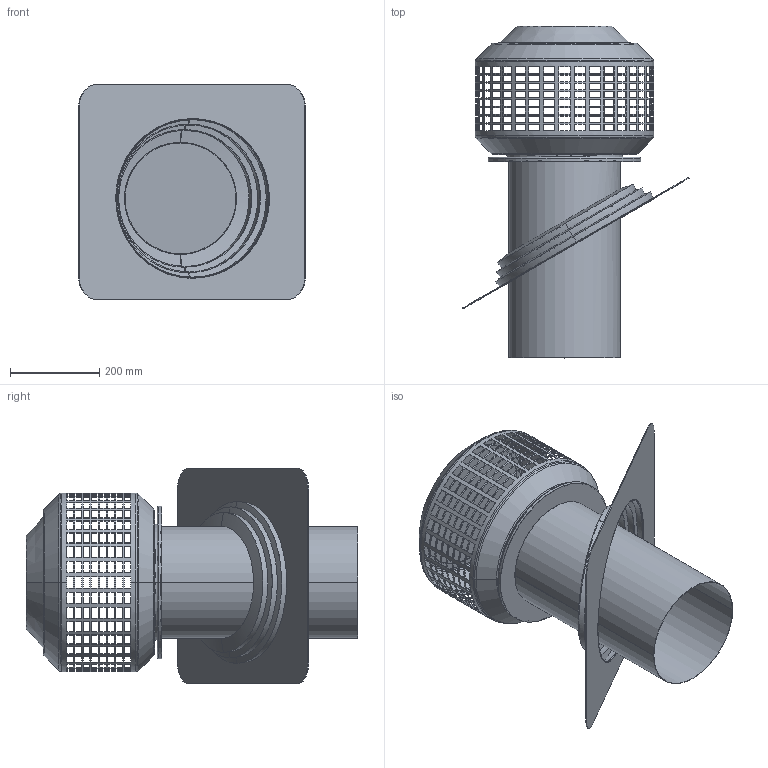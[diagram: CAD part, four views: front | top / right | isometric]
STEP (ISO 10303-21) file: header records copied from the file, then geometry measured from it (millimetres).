
FILE_DESCRIPTION((''),'2;1');
FILE_NAME('ISODRIVE-SE-3200','2021-02-12T',('seona'),(''),'CREO PARAMETRIC BY PTC INC, 2016260','CREO PARAMETRIC BY PTC INC, 2016260','');
FILE_SCHEMA(('CONFIG_CONTROL_DESIGN'));
Products named in the file (1): ISODRIVE-SE-3200
Bounding box: 507.71 x 743.7 x 484.09 mm (x, y, z)
Volume: 1760513 mm3; surface area: 2501988.6 mm2
Topology: 1 solids, 3 shells, 1250 faces, 3753 edges, 2486 vertices
Faces by surface type: plane 1173, bspline 33, cylinder 20, torus 12, cone 12
Entity records: 55765 total; most frequent: CARTESIAN_POINT 19746, ORIENTED_EDGE 7506, DIRECTION 7439, EDGE_CURVE 3753, AXIS2_PLACEMENT_3D 2513, VERTEX_POINT 2486, VECTOR 2413, LINE 2413
